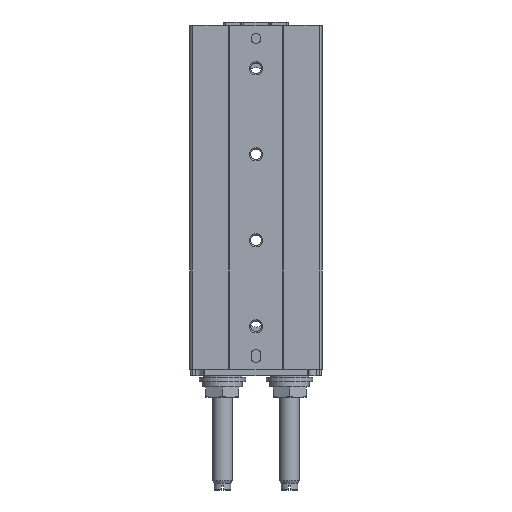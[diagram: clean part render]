
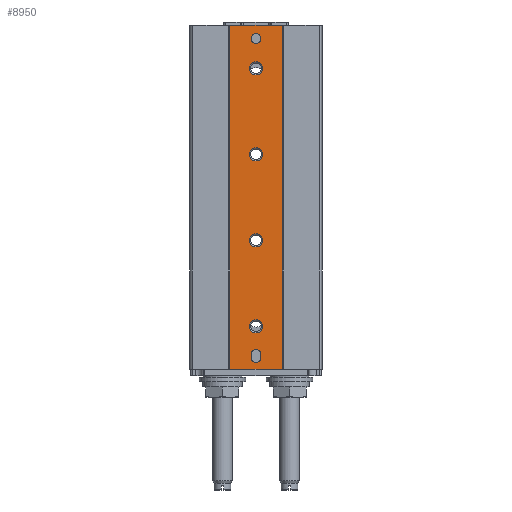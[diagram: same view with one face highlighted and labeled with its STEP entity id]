
A CAD part, front view. The second image highlights one B-rep face of the part: STEP entity #8950.
In plain terms, the highlighted planar face has unit normal (0, -1, 0).
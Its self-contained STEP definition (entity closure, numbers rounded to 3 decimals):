
#458=CIRCLE('',#9646,1.5);
#459=CIRCLE('',#9647,1.5);
#460=CIRCLE('',#9648,1.5);
#461=CIRCLE('',#9649,2.);
#462=CIRCLE('',#9650,2.);
#463=CIRCLE('',#9651,2.);
#464=CIRCLE('',#9652,2.);
#1057=ORIENTED_EDGE('',*,*,#3589,.T.);
#1058=ORIENTED_EDGE('',*,*,#3590,.T.);
#1059=ORIENTED_EDGE('',*,*,#3591,.T.);
#1060=ORIENTED_EDGE('',*,*,#3592,.T.);
#1061=ORIENTED_EDGE('',*,*,#3593,.F.);
#1062=ORIENTED_EDGE('',*,*,#3594,.T.);
#1063=ORIENTED_EDGE('',*,*,#3595,.T.);
#1064=ORIENTED_EDGE('',*,*,#3596,.T.);
#1065=ORIENTED_EDGE('',*,*,#3597,.T.);
#1066=ORIENTED_EDGE('',*,*,#3531,.F.);
#1067=ORIENTED_EDGE('',*,*,#3588,.F.);
#1068=ORIENTED_EDGE('',*,*,#3518,.T.);
#1069=ORIENTED_EDGE('',*,*,#3598,.T.);
#3518=EDGE_CURVE('',#4790,#4789,#5643,.T.);
#3531=EDGE_CURVE('',#4802,#4803,#5649,.T.);
#3588=EDGE_CURVE('',#4790,#4802,#5683,.T.);
#3589=EDGE_CURVE('',#4850,#4851,#458,.F.);
#3590=EDGE_CURVE('',#4851,#4852,#5684,.T.);
#3591=EDGE_CURVE('',#4852,#4853,#459,.F.);
#3592=EDGE_CURVE('',#4853,#4850,#5685,.T.);
#3593=EDGE_CURVE('',#4854,#4854,#460,.T.);
#3594=EDGE_CURVE('',#4855,#4855,#461,.T.);
#3595=EDGE_CURVE('',#4856,#4856,#462,.T.);
#3596=EDGE_CURVE('',#4857,#4857,#463,.T.);
#3597=EDGE_CURVE('',#4858,#4858,#464,.T.);
#3598=EDGE_CURVE('',#4789,#4803,#5686,.T.);
#4789=VERTEX_POINT('',#13703);
#4790=VERTEX_POINT('',#13705);
#4802=VERTEX_POINT('',#13730);
#4803=VERTEX_POINT('',#13732);
#4850=VERTEX_POINT('',#13845);
#4851=VERTEX_POINT('',#13846);
#4852=VERTEX_POINT('',#13848);
#4853=VERTEX_POINT('',#13850);
#4854=VERTEX_POINT('',#13853);
#4855=VERTEX_POINT('',#13855);
#4856=VERTEX_POINT('',#13857);
#4857=VERTEX_POINT('',#13859);
#4858=VERTEX_POINT('',#13861);
#5643=LINE('',#13704,#6407);
#5649=LINE('',#13731,#6413);
#5683=LINE('',#13842,#6447);
#5684=LINE('',#13847,#6448);
#5685=LINE('',#13851,#6449);
#5686=LINE('',#13862,#6450);
#6407=VECTOR('',#10768,1000.);
#6413=VECTOR('',#10790,1000.);
#6447=VECTOR('',#10884,1000.);
#6448=VECTOR('',#10889,1000.);
#6449=VECTOR('',#10892,1000.);
#6450=VECTOR('',#10903,1000.);
#7150=EDGE_LOOP('',(#1057,#1058,#1059,#1060));
#7151=EDGE_LOOP('',(#1061));
#7152=EDGE_LOOP('',(#1062));
#7153=EDGE_LOOP('',(#1063));
#7154=EDGE_LOOP('',(#1064));
#7155=EDGE_LOOP('',(#1065));
#7156=EDGE_LOOP('',(#1066,#1067,#1068,#1069));
#7898=FACE_BOUND('',#7150,.T.);
#7899=FACE_BOUND('',#7151,.T.);
#7900=FACE_BOUND('',#7152,.T.);
#7901=FACE_BOUND('',#7153,.T.);
#7902=FACE_BOUND('',#7154,.T.);
#7903=FACE_BOUND('',#7155,.T.);
#7904=FACE_BOUND('',#7156,.T.);
#8644=PLANE('',#9645);
#8950=ADVANCED_FACE('',(#7898,#7899,#7900,#7901,#7902,#7903,#7904),#8644,
 .T.);
#9645=AXIS2_PLACEMENT_3D('',#13843,#10885,#10886);
#9646=AXIS2_PLACEMENT_3D('',#13844,#10887,#10888);
#9647=AXIS2_PLACEMENT_3D('',#13849,#10890,#10891);
#9648=AXIS2_PLACEMENT_3D('',#13852,#10893,#10894);
#9649=AXIS2_PLACEMENT_3D('',#13854,#10895,#10896);
#9650=AXIS2_PLACEMENT_3D('',#13856,#10897,#10898);
#9651=AXIS2_PLACEMENT_3D('',#13858,#10899,#10900);
#9652=AXIS2_PLACEMENT_3D('',#13860,#10901,#10902);
#10768=DIRECTION('',(1.,0.,0.));
#10790=DIRECTION('',(1.,0.,0.));
#10884=DIRECTION('',(0.,0.,1.));
#10885=DIRECTION('',(0.,-1.,0.));
#10886=DIRECTION('',(0.,0.,-1.));
#10887=DIRECTION('',(0.,-1.,0.));
#10888=DIRECTION('',(0.,0.,-1.));
#10889=DIRECTION('',(0.,0.,1.));
#10890=DIRECTION('',(0.,-1.,0.));
#10891=DIRECTION('',(0.,0.,-1.));
#10892=DIRECTION('',(0.,0.,-1.));
#10893=DIRECTION('',(0.,-1.,0.));
#10894=DIRECTION('',(0.,0.,-1.));
#10895=DIRECTION('',(0.,1.,0.));
#10896=DIRECTION('',(0.,0.,1.));
#10897=DIRECTION('',(0.,1.,0.));
#10898=DIRECTION('',(0.,0.,1.));
#10899=DIRECTION('',(0.,1.,0.));
#10900=DIRECTION('',(0.,0.,1.));
#10901=DIRECTION('',(0.,1.,0.));
#10902=DIRECTION('',(0.,0.,1.));
#10903=DIRECTION('',(0.,0.,1.));
#13703=CARTESIAN_POINT('',(8.,0.3,-104.));
#13704=CARTESIAN_POINT('',(-8.,0.3,-104.));
#13705=CARTESIAN_POINT('',(-8.,0.3,-104.));
#13730=CARTESIAN_POINT('',(-8.,0.3,0.));
#13731=CARTESIAN_POINT('',(-8.,0.3,0.));
#13732=CARTESIAN_POINT('',(8.,0.3,0.));
#13842=CARTESIAN_POINT('',(-8.,0.3,-104.));
#13843=CARTESIAN_POINT('',(-8.,0.3,-104.));
#13844=CARTESIAN_POINT('',(0.,0.3,-100.5));
#13845=CARTESIAN_POINT('',(1.5,0.3,-100.5));
#13846=CARTESIAN_POINT('',(-1.5,0.3,-100.5));
#13847=CARTESIAN_POINT('',(-1.5,0.3,-104.));
#13848=CARTESIAN_POINT('',(-1.5,0.3,-99.5));
#13849=CARTESIAN_POINT('',(0.,0.3,-99.5));
#13850=CARTESIAN_POINT('',(1.5,0.3,-99.5));
#13851=CARTESIAN_POINT('',(1.5,0.3,-104.));
#13852=CARTESIAN_POINT('',(0.,0.3,-4.));
#13853=CARTESIAN_POINT('',(0.,0.3,-5.5));
#13854=CARTESIAN_POINT('',(0.,0.3,-91.));
#13855=CARTESIAN_POINT('',(0.,0.3,-89.));
#13856=CARTESIAN_POINT('',(0.,0.3,-13.));
#13857=CARTESIAN_POINT('',(0.,0.3,-11.));
#13858=CARTESIAN_POINT('',(0.,0.3,-65.));
#13859=CARTESIAN_POINT('',(0.,0.3,-63.));
#13860=CARTESIAN_POINT('',(0.,0.3,-39.));
#13861=CARTESIAN_POINT('',(0.,0.3,-37.));
#13862=CARTESIAN_POINT('',(8.,0.3,-104.));
